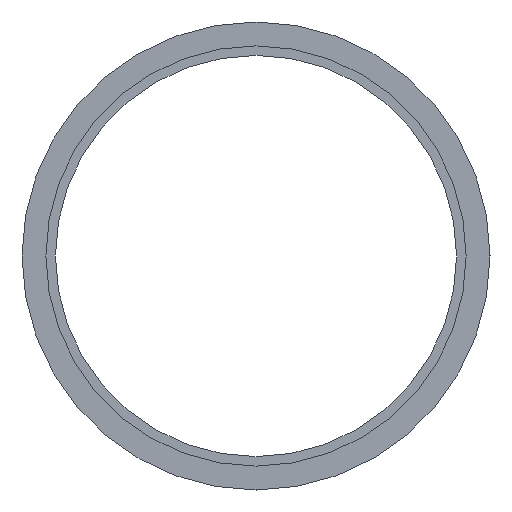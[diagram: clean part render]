
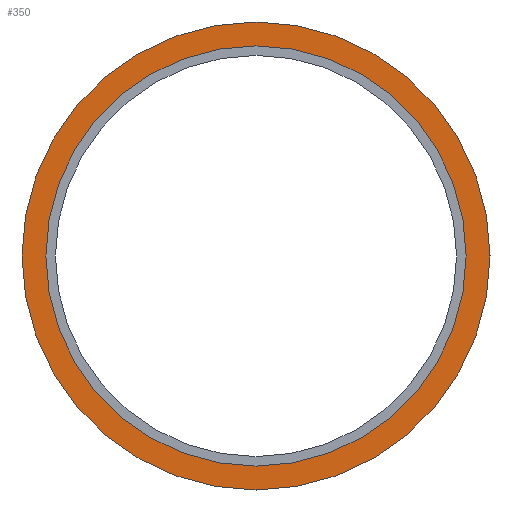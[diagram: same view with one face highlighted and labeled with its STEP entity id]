
A CAD part, front view. The second image highlights one B-rep face of the part: STEP entity #350.
In plain terms, the highlighted planar face has unit normal (0, -1, 0).
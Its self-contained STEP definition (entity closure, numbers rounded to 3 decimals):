
#5 = DIRECTION ( 'NONE',  ( -1., 0., 0. ) ) ;
#8 = DIRECTION ( 'NONE',  ( -1., 0., 0. ) ) ;
#15 = ORIENTED_EDGE ( 'NONE', *, *, #334, .F. ) ;
#18 = AXIS2_PLACEMENT_3D ( 'NONE', #40, #220, #5 ) ;
#31 = DIRECTION ( 'NONE',  ( 0., 1., 0. ) ) ;
#40 = CARTESIAN_POINT ( 'NONE',  ( 0., 12., 0. ) ) ;
#52 = VERTEX_POINT ( 'NONE', #356 ) ;
#57 = DIRECTION ( 'NONE',  ( -1., 0., 0. ) ) ;
#64 = AXIS2_PLACEMENT_3D ( 'NONE', #181, #31, #246 ) ;
#69 = ORIENTED_EDGE ( 'NONE', *, *, #394, .T. ) ;
#76 = DIRECTION ( 'NONE',  ( -1., 0., 0. ) ) ;
#85 = AXIS2_PLACEMENT_3D ( 'NONE', #259, #252, #76 ) ;
#92 = ORIENTED_EDGE ( 'NONE', *, *, #226, .T. ) ;
#94 = CARTESIAN_POINT ( 'NONE',  ( 0., 12., 0. ) ) ;
#111 = EDGE_LOOP ( 'NONE', ( #92, #69 ) ) ;
#114 = DIRECTION ( 'NONE',  ( 0., 1., 0. ) ) ;
#159 = CIRCLE ( 'NONE', #64, 44. ) ;
#181 = CARTESIAN_POINT ( 'NONE',  ( 0., 12., 0. ) ) ;
#186 = CIRCLE ( 'NONE', #18, 49. ) ;
#208 = VERTEX_POINT ( 'NONE', #243 ) ;
#220 = DIRECTION ( 'NONE',  ( 0., 1., 0. ) ) ;
#221 = CARTESIAN_POINT ( 'NONE',  ( 0., 12., 0. ) ) ;
#222 = AXIS2_PLACEMENT_3D ( 'NONE', #94, #306, #57 ) ;
#226 = EDGE_CURVE ( 'NONE', #208, #52, #292, .T. ) ;
#228 = ORIENTED_EDGE ( 'NONE', *, *, #318, .F. ) ;
#243 = CARTESIAN_POINT ( 'NONE',  ( -44., 12., 0. ) ) ;
#246 = DIRECTION ( 'NONE',  ( -1., 0., 0. ) ) ;
#252 = DIRECTION ( 'NONE',  ( 0., 1., 0. ) ) ;
#258 = PLANE ( 'NONE',  #85 ) ;
#259 = CARTESIAN_POINT ( 'NONE',  ( 0., 12., 0. ) ) ;
#273 = FACE_BOUND ( 'NONE', #111, .T. ) ;
#292 = CIRCLE ( 'NONE', #222, 44. ) ;
#297 = CIRCLE ( 'NONE', #376, 49. ) ;
#306 = DIRECTION ( 'NONE',  ( 0., 1., 0. ) ) ;
#315 = VERTEX_POINT ( 'NONE', #322 ) ;
#318 = EDGE_CURVE ( 'NONE', #366, #315, #297, .T. ) ;
#322 = CARTESIAN_POINT ( 'NONE',  ( 49., 12., 0. ) ) ;
#334 = EDGE_CURVE ( 'NONE', #315, #366, #186, .T. ) ;
#350 = ADVANCED_FACE ( 'NONE', ( #440, #273 ), #258, .F. ) ;
#356 = CARTESIAN_POINT ( 'NONE',  ( 44., 12., 0. ) ) ;
#360 = EDGE_LOOP ( 'NONE', ( #228, #15 ) ) ;
#366 = VERTEX_POINT ( 'NONE', #450 ) ;
#376 = AXIS2_PLACEMENT_3D ( 'NONE', #221, #114, #8 ) ;
#394 = EDGE_CURVE ( 'NONE', #52, #208, #159, .T. ) ;
#440 = FACE_OUTER_BOUND ( 'NONE', #360, .T. ) ;
#450 = CARTESIAN_POINT ( 'NONE',  ( -49., 12., 0. ) ) ;
